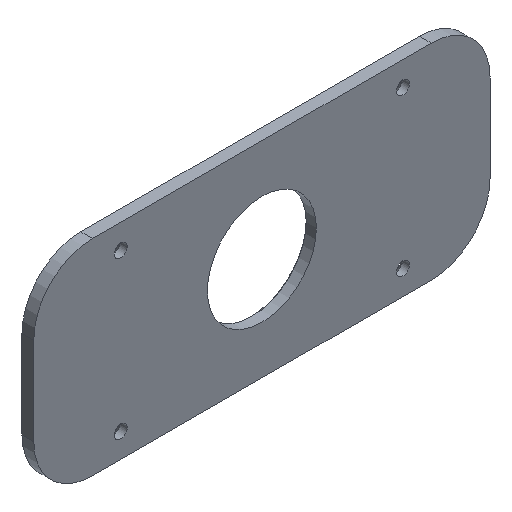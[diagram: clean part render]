
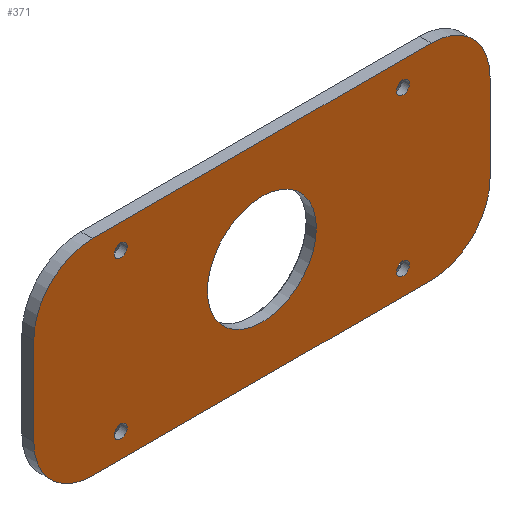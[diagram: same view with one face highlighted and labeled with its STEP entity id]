
A CAD part, isometric view. The second image highlights one B-rep face of the part: STEP entity #371.
In plain terms, the highlighted planar face has unit normal (0, -1, 0).
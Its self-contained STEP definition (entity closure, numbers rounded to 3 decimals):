
#33=FACE_BOUND('',#89,.T.);
#34=FACE_BOUND('',#90,.T.);
#35=FACE_BOUND('',#91,.T.);
#36=FACE_BOUND('',#92,.T.);
#37=FACE_BOUND('',#93,.T.);
#43=PLANE('',#429);
#63=FACE_OUTER_BOUND('',#88,.T.);
#88=EDGE_LOOP('',(#334,#335,#336,#337,#338,#339,#340,#341));
#89=EDGE_LOOP('',(#342));
#90=EDGE_LOOP('',(#343));
#91=EDGE_LOOP('',(#344));
#92=EDGE_LOOP('',(#345));
#93=EDGE_LOOP('',(#346));
#108=LINE('',#621,#134);
#112=LINE('',#630,#138);
#115=LINE('',#638,#141);
#118=LINE('',#646,#144);
#134=VECTOR('',#511,10.);
#138=VECTOR('',#521,10.);
#141=VECTOR('',#530,10.);
#144=VECTOR('',#539,10.);
#156=CIRCLE('',#400,6.95);
#158=CIRCLE('',#404,0.825);
#160=CIRCLE('',#408,0.825);
#162=CIRCLE('',#412,0.825);
#164=CIRCLE('',#416,0.825);
#165=CIRCLE('',#419,7.5);
#166=CIRCLE('',#422,7.5);
#167=CIRCLE('',#425,7.5);
#168=CIRCLE('',#428,7.5);
#183=VERTEX_POINT('',#583);
#185=VERTEX_POINT('',#591);
#187=VERTEX_POINT('',#599);
#189=VERTEX_POINT('',#607);
#191=VERTEX_POINT('',#615);
#192=VERTEX_POINT('',#619);
#193=VERTEX_POINT('',#620);
#194=VERTEX_POINT('',#625);
#195=VERTEX_POINT('',#629);
#196=VERTEX_POINT('',#633);
#197=VERTEX_POINT('',#637);
#198=VERTEX_POINT('',#641);
#199=VERTEX_POINT('',#645);
#216=EDGE_CURVE('',#183,#183,#156,.T.);
#220=EDGE_CURVE('',#185,#185,#158,.T.);
#224=EDGE_CURVE('',#187,#187,#160,.T.);
#228=EDGE_CURVE('',#189,#189,#162,.T.);
#232=EDGE_CURVE('',#191,#191,#164,.T.);
#233=EDGE_CURVE('',#192,#193,#108,.T.);
#236=EDGE_CURVE('',#194,#192,#165,.T.);
#238=EDGE_CURVE('',#195,#194,#112,.T.);
#240=EDGE_CURVE('',#196,#195,#166,.T.);
#242=EDGE_CURVE('',#197,#196,#115,.T.);
#244=EDGE_CURVE('',#198,#197,#167,.T.);
#246=EDGE_CURVE('',#199,#198,#118,.T.);
#248=EDGE_CURVE('',#193,#199,#168,.T.);
#334=ORIENTED_EDGE('',*,*,#248,.F.);
#335=ORIENTED_EDGE('',*,*,#233,.F.);
#336=ORIENTED_EDGE('',*,*,#236,.F.);
#337=ORIENTED_EDGE('',*,*,#238,.F.);
#338=ORIENTED_EDGE('',*,*,#240,.F.);
#339=ORIENTED_EDGE('',*,*,#242,.F.);
#340=ORIENTED_EDGE('',*,*,#244,.F.);
#341=ORIENTED_EDGE('',*,*,#246,.F.);
#342=ORIENTED_EDGE('',*,*,#228,.F.);
#343=ORIENTED_EDGE('',*,*,#224,.F.);
#344=ORIENTED_EDGE('',*,*,#220,.F.);
#345=ORIENTED_EDGE('',*,*,#216,.F.);
#346=ORIENTED_EDGE('',*,*,#232,.F.);
#371=ADVANCED_FACE('',(#63,#33,#34,#35,#36,#37),#43,.F.);
#400=AXIS2_PLACEMENT_3D('',#585,#467,#468);
#404=AXIS2_PLACEMENT_3D('',#593,#477,#478);
#408=AXIS2_PLACEMENT_3D('',#601,#487,#488);
#412=AXIS2_PLACEMENT_3D('',#609,#497,#498);
#416=AXIS2_PLACEMENT_3D('',#617,#507,#508);
#419=AXIS2_PLACEMENT_3D('',#626,#516,#517);
#422=AXIS2_PLACEMENT_3D('',#634,#525,#526);
#425=AXIS2_PLACEMENT_3D('',#642,#534,#535);
#428=AXIS2_PLACEMENT_3D('',#649,#543,#544);
#429=AXIS2_PLACEMENT_3D('',#650,#545,#546);
#467=DIRECTION('center_axis',(0.,-1.,0.));
#468=DIRECTION('ref_axis',(1.,0.,0.));
#477=DIRECTION('center_axis',(0.,-1.,0.));
#478=DIRECTION('ref_axis',(1.,0.,0.));
#487=DIRECTION('center_axis',(0.,-1.,0.));
#488=DIRECTION('ref_axis',(1.,0.,0.));
#497=DIRECTION('center_axis',(0.,-1.,0.));
#498=DIRECTION('ref_axis',(1.,0.,0.));
#507=DIRECTION('center_axis',(0.,-1.,0.));
#508=DIRECTION('ref_axis',(1.,0.,0.));
#511=DIRECTION('',(0.,0.,1.));
#516=DIRECTION('center_axis',(0.,1.,0.));
#517=DIRECTION('ref_axis',(0.,0.,-1.));
#521=DIRECTION('',(-1.,0.,0.));
#525=DIRECTION('center_axis',(0.,1.,0.));
#526=DIRECTION('ref_axis',(1.,0.,0.));
#530=DIRECTION('',(0.,0.,-1.));
#534=DIRECTION('center_axis',(0.,1.,0.));
#535=DIRECTION('ref_axis',(0.,0.,1.));
#539=DIRECTION('',(1.,0.,0.));
#543=DIRECTION('center_axis',(0.,1.,0.));
#544=DIRECTION('ref_axis',(-1.,0.,0.));
#545=DIRECTION('center_axis',(0.,1.,0.));
#546=DIRECTION('ref_axis',(1.,0.,0.));
#583=CARTESIAN_POINT('',(-6.95,16.5,0.));
#585=CARTESIAN_POINT('Origin',(0.,16.5,0.));
#591=CARTESIAN_POINT('',(-18.825,16.5,10.));
#593=CARTESIAN_POINT('Origin',(-18.,16.5,10.));
#599=CARTESIAN_POINT('',(-18.825,16.5,-10.));
#601=CARTESIAN_POINT('Origin',(-18.,16.5,-10.));
#607=CARTESIAN_POINT('',(17.175,16.5,-10.));
#609=CARTESIAN_POINT('Origin',(18.,16.5,-10.));
#615=CARTESIAN_POINT('',(17.175,16.5,10.));
#617=CARTESIAN_POINT('Origin',(18.,16.5,10.));
#619=CARTESIAN_POINT('',(-29.1,16.5,-5.6));
#620=CARTESIAN_POINT('',(-29.1,16.5,5.6));
#621=CARTESIAN_POINT('',(-29.1,16.5,-5.6));
#625=CARTESIAN_POINT('',(-21.6,16.5,-13.1));
#626=CARTESIAN_POINT('Origin',(-21.6,16.5,-5.6));
#629=CARTESIAN_POINT('',(21.6,16.5,-13.1));
#630=CARTESIAN_POINT('',(21.6,16.5,-13.1));
#633=CARTESIAN_POINT('',(29.1,16.5,-5.6));
#634=CARTESIAN_POINT('Origin',(21.6,16.5,-5.6));
#637=CARTESIAN_POINT('',(29.1,16.5,5.6));
#638=CARTESIAN_POINT('',(29.1,16.5,5.6));
#641=CARTESIAN_POINT('',(21.6,16.5,13.1));
#642=CARTESIAN_POINT('Origin',(21.6,16.5,5.6));
#645=CARTESIAN_POINT('',(-21.6,16.5,13.1));
#646=CARTESIAN_POINT('',(-21.6,16.5,13.1));
#649=CARTESIAN_POINT('Origin',(-21.6,16.5,5.6));
#650=CARTESIAN_POINT('Origin',(0.,16.5,0.));
